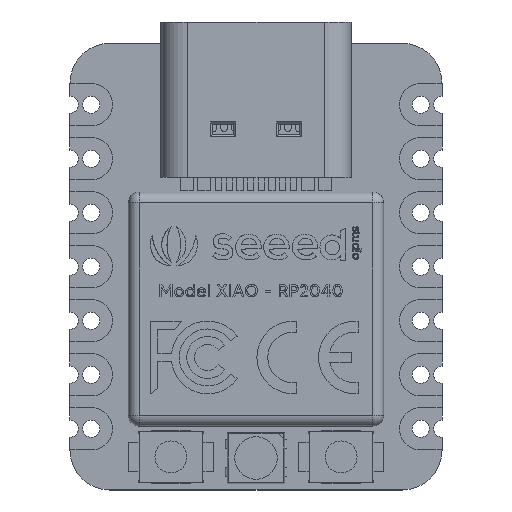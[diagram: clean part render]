
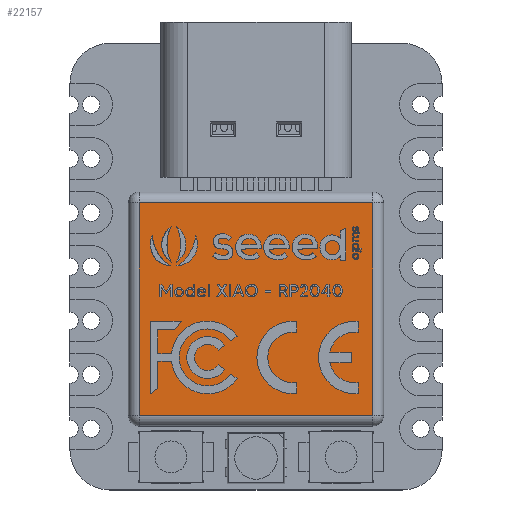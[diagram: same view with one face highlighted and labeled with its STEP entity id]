
A CAD part, top view. The second image highlights one B-rep face of the part: STEP entity #22157.
In plain terms, the highlighted planar face has unit normal (0, 0, 1).
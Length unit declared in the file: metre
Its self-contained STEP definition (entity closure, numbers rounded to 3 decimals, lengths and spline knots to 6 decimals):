
#3165=LINE('',#38218,#5433);
#3166=LINE('',#38221,#5434);
#3167=LINE('',#38223,#5435);
#3168=LINE('',#38225,#5436);
#5433=VECTOR('',#29942,1.);
#5434=VECTOR('',#29943,1.);
#5435=VECTOR('',#29944,1.);
#5436=VECTOR('',#29945,1.);
#11035=ORIENTED_EDGE('',*,*,#14607,.F.);
#11036=ORIENTED_EDGE('',*,*,#14608,.F.);
#11037=ORIENTED_EDGE('',*,*,#14609,.F.);
#11038=ORIENTED_EDGE('',*,*,#14610,.F.);
#14607=EDGE_CURVE('',#16807,#16808,#3165,.T.);
#14608=EDGE_CURVE('',#16809,#16807,#3166,.T.);
#14609=EDGE_CURVE('',#16810,#16809,#3167,.T.);
#14610=EDGE_CURVE('',#16808,#16810,#3168,.T.);
#16807=VERTEX_POINT('',#38219);
#16808=VERTEX_POINT('',#38220);
#16809=VERTEX_POINT('',#38222);
#16810=VERTEX_POINT('',#38224);
#18721=EDGE_LOOP('',(#11035,#11036,#11037,#11038));
#20053=FACE_BOUND('',#18721,.T.);
#20977=PLANE('',#24939);
#22157=ADVANCED_FACE('',(#20053),#20977,.T.);
#24939=AXIS2_PLACEMENT_3D('',#38217,#29940,#29941);
#29940=DIRECTION('',(0.,0.,1.));
#29941=DIRECTION('',(1.,0.,0.));
#29942=DIRECTION('',(0.,-1.,0.));
#29943=DIRECTION('',(1.,0.,0.));
#29944=DIRECTION('',(0.,1.,0.));
#29945=DIRECTION('',(-1.,0.,0.));
#38217=CARTESIAN_POINT('',(0.,-0.002,0.0032));
#38218=CARTESIAN_POINT('',(0.0055,-0.00475,0.0032));
#38219=CARTESIAN_POINT('',(0.0055,0.003,0.0032));
#38220=CARTESIAN_POINT('',(0.0055,-0.007,0.0032));
#38221=CARTESIAN_POINT('',(0.003,0.003,0.0032));
#38222=CARTESIAN_POINT('',(-0.0055,0.003,0.0032));
#38223=CARTESIAN_POINT('',(-0.0055,0.00075,0.0032));
#38224=CARTESIAN_POINT('',(-0.0055,-0.007,0.0032));
#38225=CARTESIAN_POINT('',(-0.003,-0.007,0.0032));
